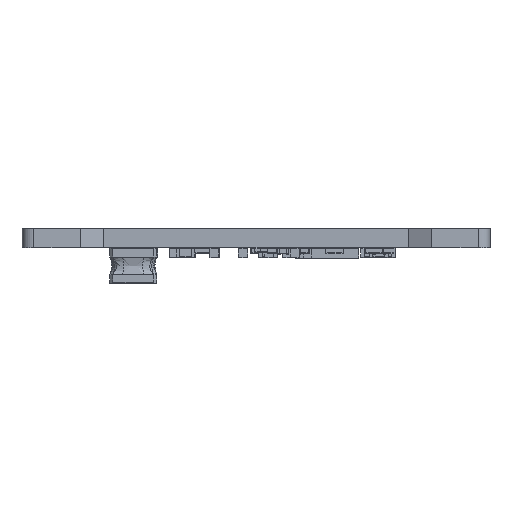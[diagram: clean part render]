
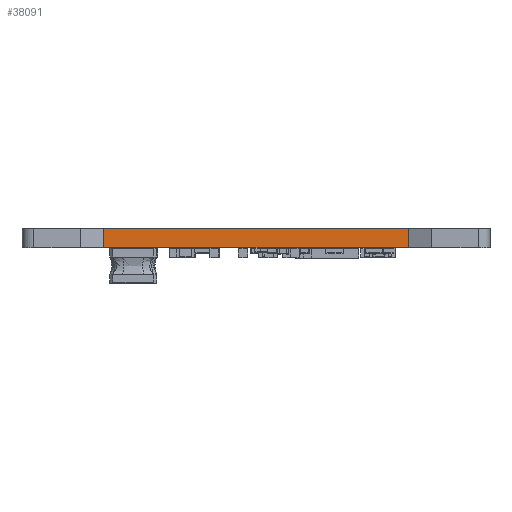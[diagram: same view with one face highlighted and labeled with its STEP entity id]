
A CAD part, left-side view. The second image highlights one B-rep face of the part: STEP entity #38091.
In plain terms, the highlighted planar face has unit normal (-1, 0, 0).
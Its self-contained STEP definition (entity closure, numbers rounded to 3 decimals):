
#34556 = PLANE('',#34557);
#34557 = AXIS2_PLACEMENT_3D('',#34558,#34559,#34560);
#34558 = CARTESIAN_POINT('',(20.,20.,1.635));
#34559 = DIRECTION('',(-0.,-0.,-1.));
#34560 = DIRECTION('',(-1.,0.,0.));
#34584 = PLANE('',#34585);
#34585 = AXIS2_PLACEMENT_3D('',#34586,#34587,#34588);
#34586 = CARTESIAN_POINT('',(0.,5.,0.));
#34587 = DIRECTION('',(-0.894,0.447,0.));
#34588 = DIRECTION('',(0.447,0.894,0.));
#34610 = PLANE('',#34611);
#34611 = AXIS2_PLACEMENT_3D('',#34612,#34613,#34614);
#34612 = CARTESIAN_POINT('',(20.,20.,0.));
#34613 = DIRECTION('',(-0.,-0.,-1.));
#34614 = DIRECTION('',(-1.,0.,0.));
#34713 = VERTEX_POINT('',#34714);
#34714 = CARTESIAN_POINT('',(1.,7.,1.635));
#34735 = EDGE_CURVE('',#34736,#34713,#34738,.T.);
#34736 = VERTEX_POINT('',#34737);
#34737 = CARTESIAN_POINT('',(1.,7.,0.));
#34738 = SURFACE_CURVE('',#34739,(#34743,#34750),.PCURVE_S1.);
#34739 = LINE('',#34740,#34741);
#34740 = CARTESIAN_POINT('',(1.,7.,0.));
#34741 = VECTOR('',#34742,1.);
#34742 = DIRECTION('',(0.,0.,1.));
#34743 = PCURVE('',#34584,#34744);
#34744 = DEFINITIONAL_REPRESENTATION('',(#34745),#34749);
#34745 = LINE('',#34746,#34747);
#34746 = CARTESIAN_POINT('',(2.236,0.));
#34747 = VECTOR('',#34748,1.);
#34748 = DIRECTION('',(0.,-1.));
#34749 = ( GEOMETRIC_REPRESENTATION_CONTEXT(2) 
PARAMETRIC_REPRESENTATION_CONTEXT() REPRESENTATION_CONTEXT('2D SPACE',''
  ) );
#34750 = PCURVE('',#34751,#34756);
#34751 = PLANE('',#34752);
#34752 = AXIS2_PLACEMENT_3D('',#34753,#34754,#34755);
#34753 = CARTESIAN_POINT('',(1.,7.,0.));
#34754 = DIRECTION('',(-1.,0.,0.));
#34755 = DIRECTION('',(0.,1.,0.));
#34756 = DEFINITIONAL_REPRESENTATION('',(#34757),#34761);
#34757 = LINE('',#34758,#34759);
#34758 = CARTESIAN_POINT('',(0.,0.));
#34759 = VECTOR('',#34760,1.);
#34760 = DIRECTION('',(0.,-1.));
#34761 = ( GEOMETRIC_REPRESENTATION_CONTEXT(2) 
PARAMETRIC_REPRESENTATION_CONTEXT() REPRESENTATION_CONTEXT('2D SPACE',''
  ) );
#34789 = EDGE_CURVE('',#34736,#34790,#34792,.T.);
#34790 = VERTEX_POINT('',#34791);
#34791 = CARTESIAN_POINT('',(1.,33.,0.));
#34792 = SURFACE_CURVE('',#34793,(#34797,#34804),.PCURVE_S1.);
#34793 = LINE('',#34794,#34795);
#34794 = CARTESIAN_POINT('',(1.,7.,0.));
#34795 = VECTOR('',#34796,1.);
#34796 = DIRECTION('',(0.,1.,0.));
#34797 = PCURVE('',#34610,#34798);
#34798 = DEFINITIONAL_REPRESENTATION('',(#34799),#34803);
#34799 = LINE('',#34800,#34801);
#34800 = CARTESIAN_POINT('',(19.,-13.));
#34801 = VECTOR('',#34802,1.);
#34802 = DIRECTION('',(0.,1.));
#34803 = ( GEOMETRIC_REPRESENTATION_CONTEXT(2) 
PARAMETRIC_REPRESENTATION_CONTEXT() REPRESENTATION_CONTEXT('2D SPACE',''
  ) );
#34804 = PCURVE('',#34751,#34805);
#34805 = DEFINITIONAL_REPRESENTATION('',(#34806),#34810);
#34806 = LINE('',#34807,#34808);
#34807 = CARTESIAN_POINT('',(0.,0.));
#34808 = VECTOR('',#34809,1.);
#34809 = DIRECTION('',(1.,0.));
#34810 = ( GEOMETRIC_REPRESENTATION_CONTEXT(2) 
PARAMETRIC_REPRESENTATION_CONTEXT() REPRESENTATION_CONTEXT('2D SPACE',''
  ) );
#34828 = PLANE('',#34829);
#34829 = AXIS2_PLACEMENT_3D('',#34830,#34831,#34832);
#34830 = CARTESIAN_POINT('',(1.,33.,0.));
#34831 = DIRECTION('',(-0.894,-0.447,0.));
#34832 = DIRECTION('',(-0.447,0.894,0.));
#36562 = EDGE_CURVE('',#34713,#36563,#36565,.T.);
#36563 = VERTEX_POINT('',#36564);
#36564 = CARTESIAN_POINT('',(1.,33.,1.635));
#36565 = SURFACE_CURVE('',#36566,(#36570,#36577),.PCURVE_S1.);
#36566 = LINE('',#36567,#36568);
#36567 = CARTESIAN_POINT('',(1.,7.,1.635));
#36568 = VECTOR('',#36569,1.);
#36569 = DIRECTION('',(0.,1.,0.));
#36570 = PCURVE('',#34556,#36571);
#36571 = DEFINITIONAL_REPRESENTATION('',(#36572),#36576);
#36572 = LINE('',#36573,#36574);
#36573 = CARTESIAN_POINT('',(19.,-13.));
#36574 = VECTOR('',#36575,1.);
#36575 = DIRECTION('',(0.,1.));
#36576 = ( GEOMETRIC_REPRESENTATION_CONTEXT(2) 
PARAMETRIC_REPRESENTATION_CONTEXT() REPRESENTATION_CONTEXT('2D SPACE',''
  ) );
#36577 = PCURVE('',#34751,#36578);
#36578 = DEFINITIONAL_REPRESENTATION('',(#36579),#36583);
#36579 = LINE('',#36580,#36581);
#36580 = CARTESIAN_POINT('',(0.,-1.635));
#36581 = VECTOR('',#36582,1.);
#36582 = DIRECTION('',(1.,0.));
#36583 = ( GEOMETRIC_REPRESENTATION_CONTEXT(2) 
PARAMETRIC_REPRESENTATION_CONTEXT() REPRESENTATION_CONTEXT('2D SPACE',''
  ) );
#38091 = ADVANCED_FACE('',(#38092),#34751,.T.);
#38092 = FACE_BOUND('',#38093,.T.);
#38093 = EDGE_LOOP('',(#38094,#38095,#38096,#38117));
#38094 = ORIENTED_EDGE('',*,*,#34735,.T.);
#38095 = ORIENTED_EDGE('',*,*,#36562,.T.);
#38096 = ORIENTED_EDGE('',*,*,#38097,.F.);
#38097 = EDGE_CURVE('',#34790,#36563,#38098,.T.);
#38098 = SURFACE_CURVE('',#38099,(#38103,#38110),.PCURVE_S1.);
#38099 = LINE('',#38100,#38101);
#38100 = CARTESIAN_POINT('',(1.,33.,0.));
#38101 = VECTOR('',#38102,1.);
#38102 = DIRECTION('',(0.,0.,1.));
#38103 = PCURVE('',#34751,#38104);
#38104 = DEFINITIONAL_REPRESENTATION('',(#38105),#38109);
#38105 = LINE('',#38106,#38107);
#38106 = CARTESIAN_POINT('',(26.,0.));
#38107 = VECTOR('',#38108,1.);
#38108 = DIRECTION('',(0.,-1.));
#38109 = ( GEOMETRIC_REPRESENTATION_CONTEXT(2) 
PARAMETRIC_REPRESENTATION_CONTEXT() REPRESENTATION_CONTEXT('2D SPACE',''
  ) );
#38110 = PCURVE('',#34828,#38111);
#38111 = DEFINITIONAL_REPRESENTATION('',(#38112),#38116);
#38112 = LINE('',#38113,#38114);
#38113 = CARTESIAN_POINT('',(0.,0.));
#38114 = VECTOR('',#38115,1.);
#38115 = DIRECTION('',(0.,-1.));
#38116 = ( GEOMETRIC_REPRESENTATION_CONTEXT(2) 
PARAMETRIC_REPRESENTATION_CONTEXT() REPRESENTATION_CONTEXT('2D SPACE',''
  ) );
#38117 = ORIENTED_EDGE('',*,*,#34789,.F.);
